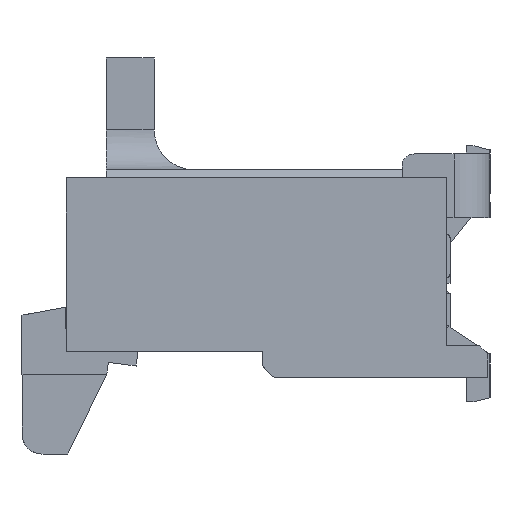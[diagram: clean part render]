
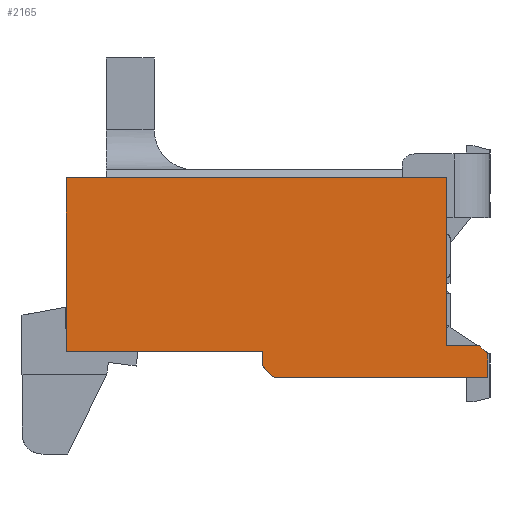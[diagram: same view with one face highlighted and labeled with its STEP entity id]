
A CAD part, left-side view. The second image highlights one B-rep face of the part: STEP entity #2165.
In plain terms, the highlighted planar face has unit normal (-1, 0, 0).
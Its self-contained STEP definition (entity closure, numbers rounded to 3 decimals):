
#1174 = EDGE_CURVE ( 'NONE', #38464, #50880, #20916, .T. ) ;
#1176 = EDGE_CURVE ( 'NONE', #50878, #51100, #20944, .T. ) ;
#1177 = EDGE_CURVE ( 'NONE', #50880, #50878, #20927, .T. ) ;
#1180 = EDGE_CURVE ( 'NONE', #50542, #38437, #20942, .T. ) ;
#1183 = EDGE_CURVE ( 'NONE', #50866, #51102, #20968, .T. ) ;
#1184 = EDGE_CURVE ( 'NONE', #50866, #50541, #20965, .T. ) ;
#2165 = ADVANCED_FACE ( 'NONE', ( #23348 ), #19999, .F. ) ;
#2844 = EDGE_LOOP ( 'NONE', ( #28181, #28452, #28451, #28459, #28569, #28179, #28175, #28595, #28039, #28725 ) ) ;
#4948 = AXIS2_PLACEMENT_3D ( 'NONE', #20009, #19988, #19986 ) ;
#15491 = DIRECTION ( 'NONE',  ( 0., 1., 0. ) ) ;
#15544 = CARTESIAN_POINT ( 'NONE',  ( -13.47, 4.3, -0.3 ) ) ;
#15730 = CARTESIAN_POINT ( 'NONE',  ( -13.47, 0.05, -0.63 ) ) ;
#15748 = DIRECTION ( 'NONE',  ( 0., 1., 0. ) ) ;
#19986 = DIRECTION ( 'NONE',  ( 0., 0., 1. ) ) ;
#19988 = DIRECTION ( 'NONE',  ( 1., 0., 0. ) ) ;
#19999 = PLANE ( 'NONE',  #4948 ) ;
#20009 = CARTESIAN_POINT ( 'NONE',  ( -13.47, 4.3, -0.63 ) ) ;
#20916 = LINE ( 'NONE', #35796, #20936 ) ;
#20927 = LINE ( 'NONE', #36834, #20948 ) ;
#20936 = VECTOR ( 'NONE', #36850, 1000. ) ;
#20942 = LINE ( 'NONE', #36795, #20959 ) ;
#20944 = LINE ( 'NONE', #36835, #20946 ) ;
#20946 = VECTOR ( 'NONE', #35770, 1000. ) ;
#20948 = VECTOR ( 'NONE', #35773, 1000. ) ;
#20959 = VECTOR ( 'NONE', #36799, 1000. ) ;
#20961 = VECTOR ( 'NONE', #35285, 1000. ) ;
#20965 = LINE ( 'NONE', #36797, #20972 ) ;
#20968 = LINE ( 'NONE', #35279, #20961 ) ;
#20972 = VECTOR ( 'NONE', #35287, 1000. ) ;
#23348 = FACE_OUTER_BOUND ( 'NONE', #2844, .T. ) ;
#25367 = VECTOR ( 'NONE', #52540, 1000. ) ;
#25373 = LINE ( 'NONE', #52608, #25367 ) ;
#25588 = VECTOR ( 'NONE', #45917, 1000. ) ;
#25590 = LINE ( 'NONE', #45895, #25588 ) ;
#26212 = LINE ( 'NONE', #15730, #26213 ) ;
#26213 = VECTOR ( 'NONE', #15748, 1000. ) ;
#26231 = LINE ( 'NONE', #15544, #26233 ) ;
#26233 = VECTOR ( 'NONE', #15491, 1000. ) ;
#28039 = ORIENTED_EDGE ( 'NONE', *, *, #38811, .F. ) ;
#28175 = ORIENTED_EDGE ( 'NONE', *, *, #1177, .F. ) ;
#28179 = ORIENTED_EDGE ( 'NONE', *, *, #1176, .F. ) ;
#28181 = ORIENTED_EDGE ( 'NONE', *, *, #1180, .F. ) ;
#28451 = ORIENTED_EDGE ( 'NONE', *, *, #1184, .F. ) ;
#28452 = ORIENTED_EDGE ( 'NONE', *, *, #39541, .F. ) ;
#28459 = ORIENTED_EDGE ( 'NONE', *, *, #1183, .T. ) ;
#28569 = ORIENTED_EDGE ( 'NONE', *, *, #39522, .F. ) ;
#28595 = ORIENTED_EDGE ( 'NONE', *, *, #1174, .F. ) ;
#28725 = ORIENTED_EDGE ( 'NONE', *, *, #38547, .F. ) ;
#35279 = CARTESIAN_POINT ( 'NONE',  ( -13.47, 2.2, -0.63 ) ) ;
#35285 = DIRECTION ( 'NONE',  ( 0., -0.707, -0.707 ) ) ;
#35287 = DIRECTION ( 'NONE',  ( 0., 0., 1. ) ) ;
#35770 = DIRECTION ( 'NONE',  ( 0., 0., -1. ) ) ;
#35773 = DIRECTION ( 'NONE',  ( 0., -0.707, -0.707 ) ) ;
#35796 = CARTESIAN_POINT ( 'NONE',  ( -13.47, -0.37, -0.23 ) ) ;
#36795 = CARTESIAN_POINT ( 'NONE',  ( -13.47, 4.8, 0.97 ) ) ;
#36797 = CARTESIAN_POINT ( 'NONE',  ( -13.47, 2.35, -0.3 ) ) ;
#36799 = DIRECTION ( 'NONE',  ( 0., 0., 1. ) ) ;
#36834 = CARTESIAN_POINT ( 'NONE',  ( -13.47, -0.47, -0.33 ) ) ;
#36835 = CARTESIAN_POINT ( 'NONE',  ( -13.47, -0.47, -0.63 ) ) ;
#36850 = DIRECTION ( 'NONE',  ( 0., -1., 0. ) ) ;
#38437 = VERTEX_POINT ( 'NONE', #52120 ) ;
#38464 = VERTEX_POINT ( 'NONE', #52109 ) ;
#38547 = EDGE_CURVE ( 'NONE', #38437, #38548, #25373, .T. ) ;
#38548 = VERTEX_POINT ( 'NONE', #52502 ) ;
#38811 = EDGE_CURVE ( 'NONE', #38548, #38464, #25590, .T. ) ;
#39522 = EDGE_CURVE ( 'NONE', #51100, #51102, #26212, .T. ) ;
#39541 = EDGE_CURVE ( 'NONE', #50541, #50542, #26231, .T. ) ;
#45895 = CARTESIAN_POINT ( 'NONE',  ( -13.47, 0.05, 1.87 ) ) ;
#45917 = DIRECTION ( 'NONE',  ( 0., 0., -1. ) ) ;
#50541 = VERTEX_POINT ( 'NONE', #54424 ) ;
#50542 = VERTEX_POINT ( 'NONE', #54425 ) ;
#50866 = VERTEX_POINT ( 'NONE', #54260 ) ;
#50878 = VERTEX_POINT ( 'NONE', #54266 ) ;
#50880 = VERTEX_POINT ( 'NONE', #54267 ) ;
#51100 = VERTEX_POINT ( 'NONE', #53598 ) ;
#51102 = VERTEX_POINT ( 'NONE', #53599 ) ;
#52109 = CARTESIAN_POINT ( 'NONE',  ( -13.47, 0.05, -0.23 ) ) ;
#52120 = CARTESIAN_POINT ( 'NONE',  ( -13.47, 4.8, 1.87 ) ) ;
#52502 = CARTESIAN_POINT ( 'NONE',  ( -13.47, 0.05, 1.87 ) ) ;
#52540 = DIRECTION ( 'NONE',  ( 0., -1., 0. ) ) ;
#52608 = CARTESIAN_POINT ( 'NONE',  ( -13.47, 4.3, 1.87 ) ) ;
#53598 = CARTESIAN_POINT ( 'NONE',  ( -13.47, -0.47, -0.63 ) ) ;
#53599 = CARTESIAN_POINT ( 'NONE',  ( -13.47, 2.2, -0.63 ) ) ;
#54260 = CARTESIAN_POINT ( 'NONE',  ( -13.47, 2.35, -0.48 ) ) ;
#54266 = CARTESIAN_POINT ( 'NONE',  ( -13.47, -0.47, -0.33 ) ) ;
#54267 = CARTESIAN_POINT ( 'NONE',  ( -13.47, -0.37, -0.23 ) ) ;
#54424 = CARTESIAN_POINT ( 'NONE',  ( -13.47, 2.35, -0.3 ) ) ;
#54425 = CARTESIAN_POINT ( 'NONE',  ( -13.47, 4.8, -0.3 ) ) ;
